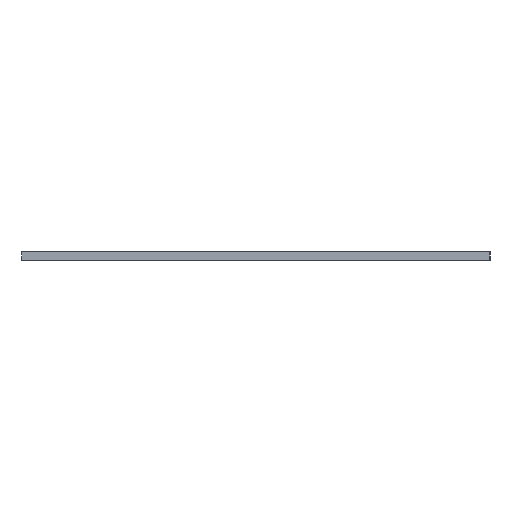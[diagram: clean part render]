
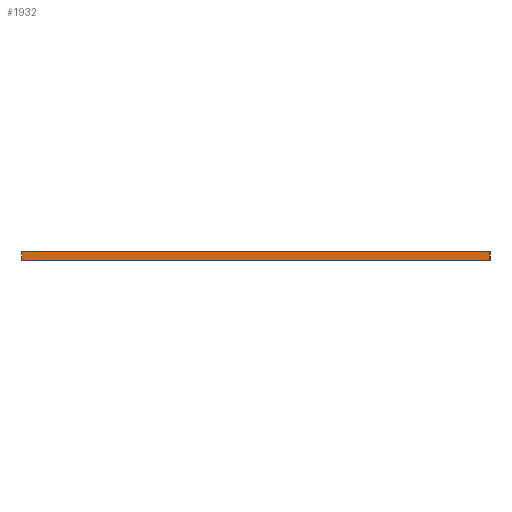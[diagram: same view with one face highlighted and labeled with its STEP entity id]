
A CAD part, left-side view. The second image highlights one B-rep face of the part: STEP entity #1932.
In plain terms, the highlighted planar face has unit normal (-1, 0, 0).
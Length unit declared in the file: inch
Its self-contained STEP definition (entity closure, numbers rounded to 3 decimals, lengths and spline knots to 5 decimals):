
#420=FACE_OUTER_BOUND('',#518,.T.);
#518=EDGE_LOOP('',(#1638,#1639,#1640,#1641));
#736=LINE('',#3057,#941);
#737=LINE('',#3059,#942);
#738=LINE('',#3061,#943);
#739=LINE('',#3062,#944);
#941=VECTOR('',#2524,0.3937);
#942=VECTOR('',#2525,0.3937);
#943=VECTOR('',#2526,0.3937);
#944=VECTOR('',#2527,0.3937);
#1154=VERTEX_POINT('',#3055);
#1155=VERTEX_POINT('',#3056);
#1156=VERTEX_POINT('',#3058);
#1157=VERTEX_POINT('',#3060);
#1366=EDGE_CURVE('',#1154,#1155,#736,.T.);
#1367=EDGE_CURVE('',#1155,#1156,#737,.T.);
#1368=EDGE_CURVE('',#1157,#1156,#738,.T.);
#1369=EDGE_CURVE('',#1154,#1157,#739,.T.);
#1638=ORIENTED_EDGE('',*,*,#1366,.T.);
#1639=ORIENTED_EDGE('',*,*,#1367,.T.);
#1640=ORIENTED_EDGE('',*,*,#1368,.F.);
#1641=ORIENTED_EDGE('',*,*,#1369,.F.);
#1852=PLANE('',#2084);
#1932=ADVANCED_FACE('',(#420),#1852,.T.);
#2084=AXIS2_PLACEMENT_3D('',#3054,#2522,#2523);
#2522=DIRECTION('center_axis',(-1.,0.,0.));
#2523=DIRECTION('ref_axis',(0.,-1.,0.));
#2524=DIRECTION('',(0.,-1.,0.));
#2525=DIRECTION('',(0.,0.,1.));
#2526=DIRECTION('',(0.,-1.,0.));
#2527=DIRECTION('',(0.,0.,1.));
#3054=CARTESIAN_POINT('Origin',(-8.365,1.735,0.));
#3055=CARTESIAN_POINT('',(-8.365,1.735,0.));
#3056=CARTESIAN_POINT('',(-8.365,-1.735,0.));
#3057=CARTESIAN_POINT('',(-8.365,1.735,0.));
#3058=CARTESIAN_POINT('',(-8.365,-1.735,0.065));
#3059=CARTESIAN_POINT('',(-8.365,-1.735,0.));
#3060=CARTESIAN_POINT('',(-8.365,1.735,0.065));
#3061=CARTESIAN_POINT('',(-8.365,1.735,0.065));
#3062=CARTESIAN_POINT('',(-8.365,1.735,0.));
